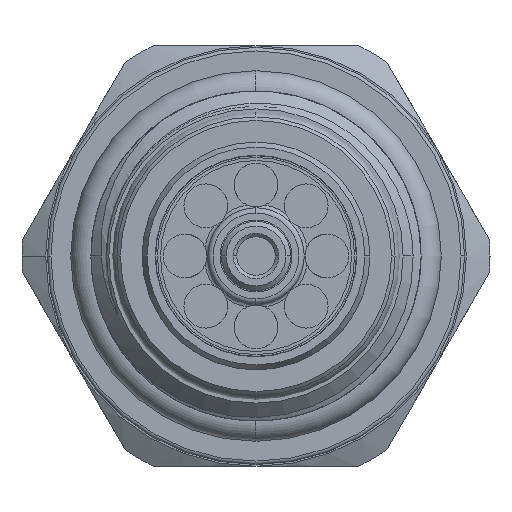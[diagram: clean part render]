
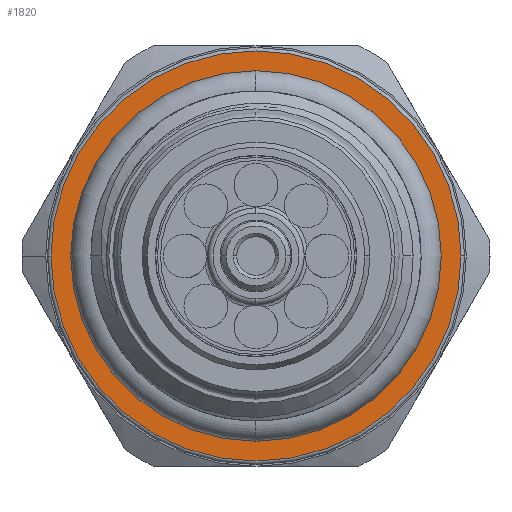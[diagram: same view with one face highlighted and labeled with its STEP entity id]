
A CAD part, left-side view. The second image highlights one B-rep face of the part: STEP entity #1820.
In plain terms, the highlighted planar face has unit normal (-1, 0, 0).
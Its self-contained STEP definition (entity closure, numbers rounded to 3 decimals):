
#27 = ORIENTED_EDGE ( 'NONE', *, *, #13658, .T. ) ;
#70 = ORIENTED_EDGE ( 'NONE', *, *, #13738, .T. ) ;
#104 = ORIENTED_EDGE ( 'NONE', *, *, #2812, .T. ) ;
#137 = ORIENTED_EDGE ( 'NONE', *, *, #13799, .T. ) ;
#1384 = CARTESIAN_POINT ( 'NONE',  ( -3.5, 11.7, 0. ) ) ;
#1408 = CARTESIAN_POINT ( 'NONE',  ( -3.5, -11.7, 0. ) ) ;
#1624 = CARTESIAN_POINT ( 'NONE',  ( -3.5, 8.895, 0. ) ) ;
#1660 = CARTESIAN_POINT ( 'NONE',  ( -3.5, -8.895, 0. ) ) ;
#1749 = CARTESIAN_POINT ( 'NONE',  ( -3.5, 0., 0. ) ) ;
#1750 = DIRECTION ( 'NONE',  ( 0., 1., 0. ) ) ;
#1762 = DIRECTION ( 'NONE',  ( 1., 0., 0. ) ) ;
#1820 = ADVANCED_FACE ( 'NONE', ( #10773, #10772 ), #11361, .F. ) ;
#2812 = EDGE_CURVE ( 'NONE', #6724, #6416, #12362, .T. ) ;
#3041 = AXIS2_PLACEMENT_3D ( 'NONE', #5254, #5253, #5252 ) ;
#3045 = AXIS2_PLACEMENT_3D ( 'NONE', #4672, #4676, #4679 ) ;
#3254 = AXIS2_PLACEMENT_3D ( 'NONE', #6039, #5997, #6028 ) ;
#3350 = AXIS2_PLACEMENT_3D ( 'NONE', #1749, #1762, #1750 ) ;
#4672 = CARTESIAN_POINT ( 'NONE',  ( -3.5, 0., 0. ) ) ;
#4676 = DIRECTION ( 'NONE',  ( -1., 0., 0. ) ) ;
#4679 = DIRECTION ( 'NONE',  ( 0., 1., 0. ) ) ;
#5252 = DIRECTION ( 'NONE',  ( 0., 1., 0. ) ) ;
#5253 = DIRECTION ( 'NONE',  ( 1., 0., 0. ) ) ;
#5254 = CARTESIAN_POINT ( 'NONE',  ( -3.5, 0., 0. ) ) ;
#5370 = AXIS2_PLACEMENT_3D ( 'NONE', #11257, #11222, #11367 ) ;
#5997 = DIRECTION ( 'NONE',  ( -1., 0., 0. ) ) ;
#6028 = DIRECTION ( 'NONE',  ( 0., 1., 0. ) ) ;
#6039 = CARTESIAN_POINT ( 'NONE',  ( -3.5, 0., 0. ) ) ;
#6416 = VERTEX_POINT ( 'NONE', #1384 ) ;
#6724 = VERTEX_POINT ( 'NONE', #1408 ) ;
#6890 = VERTEX_POINT ( 'NONE', #1660 ) ;
#7091 = VERTEX_POINT ( 'NONE', #1624 ) ;
#10527 = EDGE_LOOP ( 'NONE', ( #137, #27 ) ) ;
#10562 = EDGE_LOOP ( 'NONE', ( #70, #104 ) ) ;
#10772 = FACE_OUTER_BOUND ( 'NONE', #10562, .T. ) ;
#10773 = FACE_BOUND ( 'NONE', #10527, .T. ) ;
#11222 = DIRECTION ( 'NONE',  ( 1., 0., 0. ) ) ;
#11257 = CARTESIAN_POINT ( 'NONE',  ( -3.5, 8.395, 0. ) ) ;
#11361 = PLANE ( 'NONE',  #5370 ) ;
#11367 = DIRECTION ( 'NONE',  ( 0., 1., 0. ) ) ;
#12362 = CIRCLE ( 'NONE', #3254, 11.7 ) ;
#12990 = CIRCLE ( 'NONE', #3045, 11.7 ) ;
#13035 = CIRCLE ( 'NONE', #3041, 8.895 ) ;
#13171 = CIRCLE ( 'NONE', #3350, 8.895 ) ;
#13658 = EDGE_CURVE ( 'NONE', #6890, #7091, #13171, .T. ) ;
#13738 = EDGE_CURVE ( 'NONE', #6416, #6724, #12990, .T. ) ;
#13799 = EDGE_CURVE ( 'NONE', #7091, #6890, #13035, .T. ) ;
